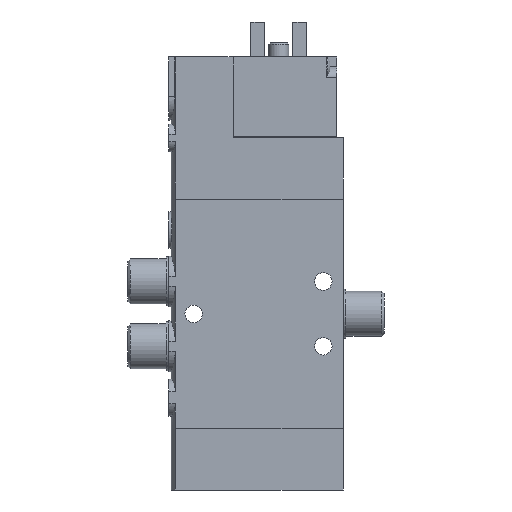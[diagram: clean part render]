
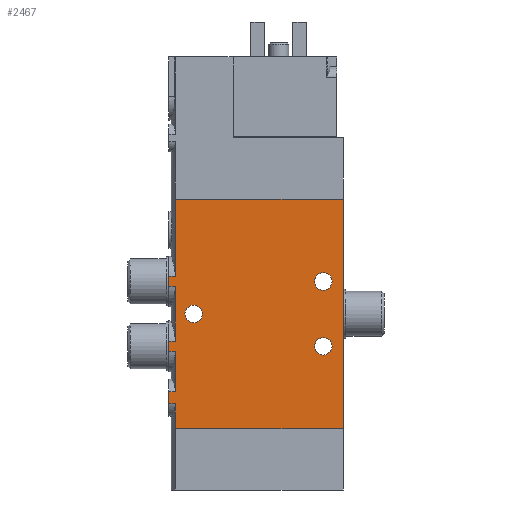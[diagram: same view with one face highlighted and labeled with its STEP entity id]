
A CAD part, left-side view. The second image highlights one B-rep face of the part: STEP entity #2467.
In plain terms, the highlighted face is planar.
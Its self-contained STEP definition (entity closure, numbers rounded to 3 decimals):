
#102=PLANE('',#2712);
#232=CIRCLE('',#2700,1.75);
#234=CIRCLE('',#2703,1.75);
#239=CIRCLE('',#2713,1.75);
#423=ORIENTED_EDGE('',*,*,#1032,.T.);
#424=ORIENTED_EDGE('',*,*,#1069,.T.);
#425=ORIENTED_EDGE('',*,*,#1061,.F.);
#426=ORIENTED_EDGE('',*,*,#1021,.T.);
#427=ORIENTED_EDGE('',*,*,#1034,.T.);
#428=ORIENTED_EDGE('',*,*,#1023,.T.);
#429=ORIENTED_EDGE('',*,*,#1064,.F.);
#430=ORIENTED_EDGE('',*,*,#1013,.T.);
#431=ORIENTED_EDGE('',*,*,#1037,.T.);
#432=ORIENTED_EDGE('',*,*,#1015,.T.);
#433=ORIENTED_EDGE('',*,*,#1056,.F.);
#434=ORIENTED_EDGE('',*,*,#1046,.T.);
#435=ORIENTED_EDGE('',*,*,#1050,.T.);
#436=ORIENTED_EDGE('',*,*,#1048,.T.);
#437=ORIENTED_EDGE('',*,*,#1059,.F.);
#438=ORIENTED_EDGE('',*,*,#1070,.F.);
#439=ORIENTED_EDGE('',*,*,#1054,.F.);
#440=ORIENTED_EDGE('',*,*,#1052,.F.);
#441=ORIENTED_EDGE('',*,*,#1071,.F.);
#1013=EDGE_CURVE('',#1351,#1350,#1588,.F.);
#1015=EDGE_CURVE('',#1352,#1353,#1589,.T.);
#1021=EDGE_CURVE('',#1359,#1358,#1592,.F.);
#1023=EDGE_CURVE('',#1360,#1361,#1593,.T.);
#1032=EDGE_CURVE('',#1370,#1369,#1597,.T.);
#1034=EDGE_CURVE('',#1358,#1360,#1599,.T.);
#1037=EDGE_CURVE('',#1350,#1352,#1601,.T.);
#1046=EDGE_CURVE('',#1378,#1379,#1606,.F.);
#1048=EDGE_CURVE('',#1381,#1380,#1607,.T.);
#1050=EDGE_CURVE('',#1379,#1381,#1608,.T.);
#1052=EDGE_CURVE('',#1383,#1383,#232,.F.);
#1054=EDGE_CURVE('',#1385,#1385,#234,.F.);
#1056=EDGE_CURVE('',#1378,#1353,#1609,.T.);
#1059=EDGE_CURVE('',#1388,#1380,#1611,.T.);
#1061=EDGE_CURVE('',#1359,#1389,#1613,.T.);
#1064=EDGE_CURVE('',#1351,#1361,#1615,.T.);
#1069=EDGE_CURVE('',#1369,#1389,#1619,.T.);
#1070=EDGE_CURVE('',#1370,#1388,#1620,.T.);
#1071=EDGE_CURVE('',#1392,#1392,#239,.F.);
#1350=VERTEX_POINT('',#3728);
#1351=VERTEX_POINT('',#3730);
#1352=VERTEX_POINT('',#3740);
#1353=VERTEX_POINT('',#3741);
#1358=VERTEX_POINT('',#3758);
#1359=VERTEX_POINT('',#3760);
#1360=VERTEX_POINT('',#3770);
#1361=VERTEX_POINT('',#3771);
#1369=VERTEX_POINT('',#3794);
#1370=VERTEX_POINT('',#3796);
#1378=VERTEX_POINT('',#3833);
#1379=VERTEX_POINT('',#3834);
#1380=VERTEX_POINT('',#3846);
#1381=VERTEX_POINT('',#3848);
#1383=VERTEX_POINT('',#3856);
#1385=VERTEX_POINT('',#3861);
#1388=VERTEX_POINT('',#3869);
#1389=VERTEX_POINT('',#3874);
#1392=VERTEX_POINT('',#3890);
#1588=LINE('',#3729,#1757);
#1589=LINE('',#3739,#1758);
#1592=LINE('',#3759,#1761);
#1593=LINE('',#3769,#1762);
#1597=LINE('',#3795,#1766);
#1599=LINE('',#3799,#1768);
#1601=LINE('',#3804,#1770);
#1606=LINE('',#3832,#1775);
#1607=LINE('',#3847,#1776);
#1608=LINE('',#3851,#1777);
#1609=LINE('',#3865,#1778);
#1611=LINE('',#3870,#1780);
#1613=LINE('',#3873,#1782);
#1615=LINE('',#3879,#1784);
#1619=LINE('',#3887,#1788);
#1620=LINE('',#3888,#1789);
#1757=VECTOR('',#2974,1000.);
#1758=VECTOR('',#2977,1000.);
#1761=VECTOR('',#2986,1000.);
#1762=VECTOR('',#2989,1000.);
#1766=VECTOR('',#3003,1000.);
#1768=VECTOR('',#3007,1000.);
#1770=VECTOR('',#3013,1000.);
#1775=VECTOR('',#3030,1000.);
#1776=VECTOR('',#3031,1000.);
#1777=VECTOR('',#3036,1000.);
#1778=VECTOR('',#3053,1000.);
#1780=VECTOR('',#3057,1000.);
#1782=VECTOR('',#3061,1000.);
#1784=VECTOR('',#3067,1000.);
#1788=VECTOR('',#3077,1000.);
#1789=VECTOR('',#3078,1000.);
#1954=EDGE_LOOP('',(#423,#424,#425,#426,#427,#428,#429,#430,#431,#432,#433,
#434,#435,#436,#437,#438));
#1955=EDGE_LOOP('',(#439));
#1956=EDGE_LOOP('',(#440));
#1957=EDGE_LOOP('',(#441));
#2186=FACE_BOUND('',#1954,.T.);
#2187=FACE_BOUND('',#1955,.T.);
#2188=FACE_BOUND('',#1956,.T.);
#2189=FACE_BOUND('',#1957,.T.);
#2467=ADVANCED_FACE('',(#2186,#2187,#2188,#2189),#102,.F.);
#2700=AXIS2_PLACEMENT_3D('',#3855,#3041,#3042);
#2703=AXIS2_PLACEMENT_3D('',#3860,#3047,#3048);
#2712=AXIS2_PLACEMENT_3D('',#3886,#3075,#3076);
#2713=AXIS2_PLACEMENT_3D('',#3889,#3079,#3080);
#2974=DIRECTION('',(0.,-1.,0.));
#2977=DIRECTION('',(0.,-1.,0.));
#2986=DIRECTION('',(0.,-1.,0.));
#2989=DIRECTION('',(0.,-1.,0.));
#3003=DIRECTION('',(-1.,0.,0.));
#3007=DIRECTION('',(1.,0.,0.));
#3013=DIRECTION('',(1.,0.,0.));
#3030=DIRECTION('',(0.,-1.,0.));
#3031=DIRECTION('',(0.,-1.,0.));
#3036=DIRECTION('',(1.,0.,0.));
#3041=DIRECTION('',(0.,0.,1.));
#3042=DIRECTION('',(1.,0.,0.));
#3047=DIRECTION('',(0.,0.,1.));
#3048=DIRECTION('',(1.,0.,0.));
#3053=DIRECTION('',(-1.,0.,0.));
#3057=DIRECTION('',(-1.,0.,0.));
#3061=DIRECTION('',(-1.,0.,0.));
#3067=DIRECTION('',(-1.,0.,0.));
#3075=DIRECTION('',(0.,0.,1.));
#3076=DIRECTION('',(1.,0.,0.));
#3077=DIRECTION('',(0.,1.,0.));
#3078=DIRECTION('',(0.,1.,0.));
#3079=DIRECTION('',(0.,0.,1.));
#3080=DIRECTION('',(1.,0.,0.));
#3728=CARTESIAN_POINT('',(28.495,35.,-5.));
#3729=CARTESIAN_POINT('',(28.495,0.,-5.));
#3730=CARTESIAN_POINT('',(28.495,33.642,-5.));
#3739=CARTESIAN_POINT('',(30.505,0.,-5.));
#3740=CARTESIAN_POINT('',(30.505,35.,-5.));
#3741=CARTESIAN_POINT('',(30.505,33.642,-5.));
#3758=CARTESIAN_POINT('',(15.495,35.,-5.));
#3759=CARTESIAN_POINT('',(15.495,0.,-5.));
#3760=CARTESIAN_POINT('',(15.495,33.642,-5.));
#3769=CARTESIAN_POINT('',(17.505,0.,-5.));
#3770=CARTESIAN_POINT('',(17.505,35.,-5.));
#3771=CARTESIAN_POINT('',(17.505,33.642,-5.));
#3794=CARTESIAN_POINT('',(0.,0.,-5.));
#3795=CARTESIAN_POINT('',(46.,0.,-5.));
#3796=CARTESIAN_POINT('',(46.,0.,-5.));
#3799=CARTESIAN_POINT('',(16.5,35.,-5.));
#3804=CARTESIAN_POINT('',(29.5,35.,-5.));
#3832=CARTESIAN_POINT('',(38.6,0.,-5.));
#3833=CARTESIAN_POINT('',(38.6,33.642,-5.));
#3834=CARTESIAN_POINT('',(38.6,35.,-5.));
#3846=CARTESIAN_POINT('',(41.,33.642,-5.));
#3847=CARTESIAN_POINT('',(41.,0.,-5.));
#3848=CARTESIAN_POINT('',(41.,35.,-5.));
#3851=CARTESIAN_POINT('',(39.8,35.,-5.));
#3855=CARTESIAN_POINT('',(16.5,4.,-5.));
#3856=CARTESIAN_POINT('',(18.25,4.,-5.));
#3860=CARTESIAN_POINT('',(29.5,4.,-5.));
#3861=CARTESIAN_POINT('',(31.25,4.,-5.));
#3865=CARTESIAN_POINT('',(46.,33.642,-5.));
#3869=CARTESIAN_POINT('',(46.,33.642,-5.));
#3870=CARTESIAN_POINT('',(46.,33.642,-5.));
#3873=CARTESIAN_POINT('',(46.,33.642,-5.));
#3874=CARTESIAN_POINT('',(0.,33.642,-5.));
#3879=CARTESIAN_POINT('',(46.,33.642,-5.));
#3886=CARTESIAN_POINT('',(46.,0.,-5.));
#3887=CARTESIAN_POINT('',(0.,0.,-5.));
#3888=CARTESIAN_POINT('',(46.,0.,-5.));
#3889=CARTESIAN_POINT('',(23.,30.,-5.));
#3890=CARTESIAN_POINT('',(24.75,30.,-5.));
